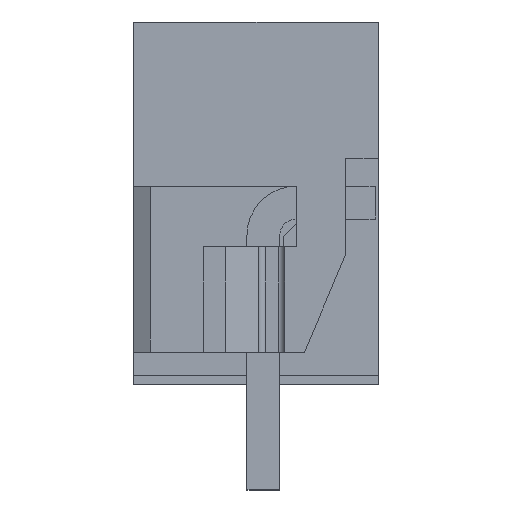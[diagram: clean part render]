
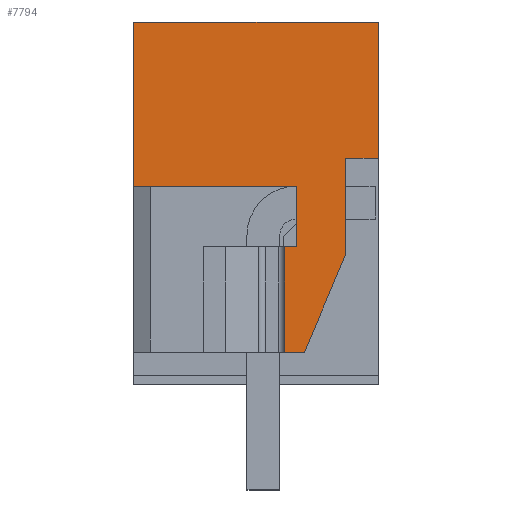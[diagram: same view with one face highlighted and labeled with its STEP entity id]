
A CAD part, left-side view. The second image highlights one B-rep face of the part: STEP entity #7794.
In plain terms, the highlighted planar face has unit normal (-1, 0, 0).
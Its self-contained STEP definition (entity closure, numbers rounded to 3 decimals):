
#7727=AXIS2_PLACEMENT_3D('Plane Axis2P3D',#7724,#7725,#7726) ;
#296=CARTESIAN_POINT('Vertex',(0.,7.45,9.25)) ;
#299=CARTESIAN_POINT('Line Origine',(0.,7.45,11.75)) ;
#303=CARTESIAN_POINT('Vertex',(0.,7.45,14.25)) ;
#7571=CARTESIAN_POINT('Vertex',(0.,2.25,4.2)) ;
#7574=CARTESIAN_POINT('Line Origine',(0.,2.55,4.2)) ;
#7578=CARTESIAN_POINT('Vertex',(0.,2.85,4.2)) ;
#7679=CARTESIAN_POINT('Line Origine',(0.,4.975,9.25)) ;
#7683=CARTESIAN_POINT('Vertex',(0.,2.5,9.25)) ;
#7724=CARTESIAN_POINT('Axis2P3D Location',(0.,7.45,1.8)) ;
#7729=CARTESIAN_POINT('Line Origine',(0.,2.85,5.8)) ;
#7733=CARTESIAN_POINT('Vertex',(0.,2.85,7.4)) ;
#7736=CARTESIAN_POINT('Line Origine',(0.,1.623,5.679)) ;
#7740=CARTESIAN_POINT('Vertex',(0.,0.997,7.158)) ;
#7743=CARTESIAN_POINT('Line Origine',(0.,0.997,8.629)) ;
#7747=CARTESIAN_POINT('Vertex',(0.,0.997,10.1)) ;
#7750=CARTESIAN_POINT('Line Origine',(0.,0.498,10.1)) ;
#7754=CARTESIAN_POINT('Vertex',(0.,0.,10.1)) ;
#7757=CARTESIAN_POINT('Line Origine',(0.,0.,12.175)) ;
#7761=CARTESIAN_POINT('Vertex',(0.,0.,14.25)) ;
#7764=CARTESIAN_POINT('Line Origine',(0.,3.725,14.25)) ;
#7769=CARTESIAN_POINT('Line Origine',(0.,2.5,8.325)) ;
#7773=CARTESIAN_POINT('Vertex',(0.,2.5,7.4)) ;
#7776=CARTESIAN_POINT('Line Origine',(0.,2.675,7.4)) ;
#300=DIRECTION('Vector Direction',(0.,0.,-1.)) ;
#7575=DIRECTION('Vector Direction',(0.,-1.,0.)) ;
#7680=DIRECTION('Vector Direction',(0.,1.,0.)) ;
#7725=DIRECTION('Axis2P3D Direction',(1.,0.,-0.)) ;
#7726=DIRECTION('Axis2P3D XDirection',(0.,0.,1.)) ;
#7730=DIRECTION('Vector Direction',(0.,0.,1.)) ;
#7737=DIRECTION('Vector Direction',(0.,0.39,-0.921)) ;
#7744=DIRECTION('Vector Direction',(0.,0.,1.)) ;
#7751=DIRECTION('Vector Direction',(0.,-1.,0.)) ;
#7758=DIRECTION('Vector Direction',(0.,0.,1.)) ;
#7765=DIRECTION('Vector Direction',(0.,1.,0.)) ;
#7770=DIRECTION('Vector Direction',(0.,0.,-1.)) ;
#7777=DIRECTION('Vector Direction',(0.,1.,0.)) ;
#301=VECTOR('Line Direction',#300,1.) ;
#7576=VECTOR('Line Direction',#7575,1.) ;
#7681=VECTOR('Line Direction',#7680,1.) ;
#7731=VECTOR('Line Direction',#7730,1.) ;
#7738=VECTOR('Line Direction',#7737,1.) ;
#7745=VECTOR('Line Direction',#7744,1.) ;
#7752=VECTOR('Line Direction',#7751,1.) ;
#7759=VECTOR('Line Direction',#7758,1.) ;
#7766=VECTOR('Line Direction',#7765,1.) ;
#7771=VECTOR('Line Direction',#7770,1.) ;
#7778=VECTOR('Line Direction',#7777,1.) ;
#7782=ORIENTED_EDGE('',*,*,#7735,.F.) ;
#7783=ORIENTED_EDGE('',*,*,#7580,.F.) ;
#7784=ORIENTED_EDGE('',*,*,#7742,.F.) ;
#7785=ORIENTED_EDGE('',*,*,#7749,.F.) ;
#7786=ORIENTED_EDGE('',*,*,#7756,.F.) ;
#7787=ORIENTED_EDGE('',*,*,#7763,.F.) ;
#7788=ORIENTED_EDGE('',*,*,#7768,.F.) ;
#7789=ORIENTED_EDGE('',*,*,#305,.F.) ;
#7790=ORIENTED_EDGE('',*,*,#7685,.F.) ;
#7791=ORIENTED_EDGE('',*,*,#7775,.F.) ;
#7792=ORIENTED_EDGE('',*,*,#7780,.F.) ;
#7794=ADVANCED_FACE('HOUSING',(#7793),#7728,.F.) ;
#305=EDGE_CURVE('',#297,#304,#302,.F.) ;
#7580=EDGE_CURVE('',#7572,#7579,#7577,.F.) ;
#7685=EDGE_CURVE('',#7684,#297,#7682,.T.) ;
#7735=EDGE_CURVE('',#7579,#7734,#7732,.T.) ;
#7742=EDGE_CURVE('',#7741,#7572,#7739,.T.) ;
#7749=EDGE_CURVE('',#7748,#7741,#7746,.F.) ;
#7756=EDGE_CURVE('',#7755,#7748,#7753,.F.) ;
#7763=EDGE_CURVE('',#7762,#7755,#7760,.F.) ;
#7768=EDGE_CURVE('',#304,#7762,#7767,.F.) ;
#7775=EDGE_CURVE('',#7774,#7684,#7772,.F.) ;
#7780=EDGE_CURVE('',#7734,#7774,#7779,.F.) ;
#7781=EDGE_LOOP('',(#7782,#7783,#7784,#7785,#7786,#7787,#7788,#7789,#7790,#7791,#7792)) ;
#7793=FACE_OUTER_BOUND('',#7781,.T.) ;
#302=LINE('Line',#299,#301) ;
#7577=LINE('Line',#7574,#7576) ;
#7682=LINE('Line',#7679,#7681) ;
#7732=LINE('Line',#7729,#7731) ;
#7739=LINE('Line',#7736,#7738) ;
#7746=LINE('Line',#7743,#7745) ;
#7753=LINE('Line',#7750,#7752) ;
#7760=LINE('Line',#7757,#7759) ;
#7767=LINE('Line',#7764,#7766) ;
#7772=LINE('Line',#7769,#7771) ;
#7779=LINE('Line',#7776,#7778) ;
#7728=PLANE('',#7727) ;
#297=VERTEX_POINT('',#296) ;
#304=VERTEX_POINT('',#303) ;
#7572=VERTEX_POINT('',#7571) ;
#7579=VERTEX_POINT('',#7578) ;
#7684=VERTEX_POINT('',#7683) ;
#7734=VERTEX_POINT('',#7733) ;
#7741=VERTEX_POINT('',#7740) ;
#7748=VERTEX_POINT('',#7747) ;
#7755=VERTEX_POINT('',#7754) ;
#7762=VERTEX_POINT('',#7761) ;
#7774=VERTEX_POINT('',#7773) ;
